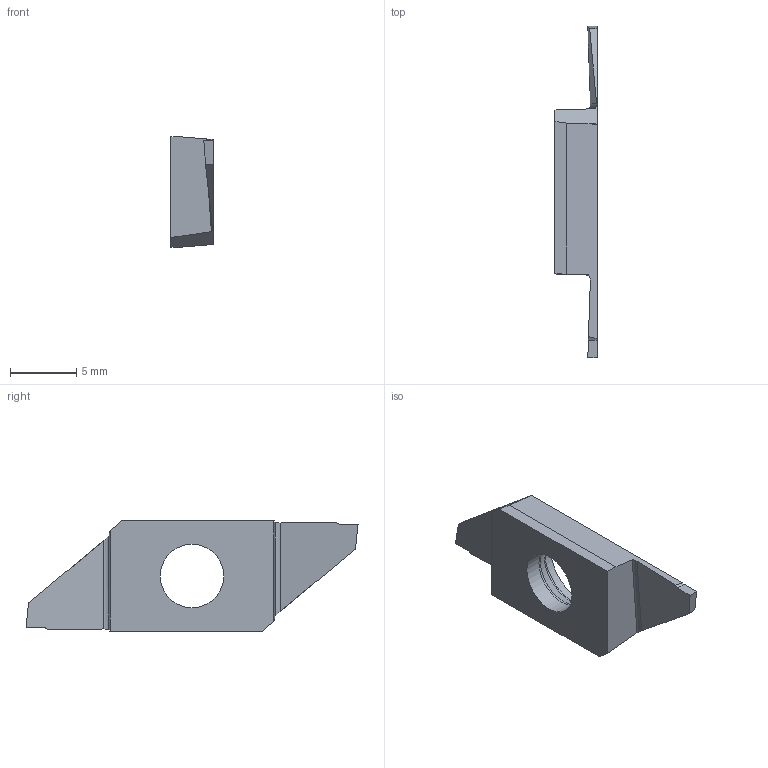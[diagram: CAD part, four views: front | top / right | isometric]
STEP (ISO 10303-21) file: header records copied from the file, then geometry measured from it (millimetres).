
FILE_DESCRIPTION(/* description */ (''),/* implementation_level */ '2;1');
FILE_NAME(/* name */ 'AAA379072_A.STP',/* time_stamp */ '2023-08-29T10:32:43+02:00',/* author */ (''),/* organization */ ('SMS'),/* preprocessor_version */ 'ST-DEVELOPER v16.7',/* originating_system */ 'SIEMENS PLM Software NX 12.0',/* authorisation */ '');
FILE_SCHEMA (('AUTOMOTIVE_DESIGN { 1 0 10303 214 3 1 1 1 }'));
Length unit declared in the file: millimetre
Products named in the file (1): AAA379072_A
Bounding box: 3.18 x 25.02 x 8.3 mm (x, y, z)
Volume: 271.1 mm3; surface area: 452.8 mm2
Topology: 1 solids, 1 shells, 27 faces, 75 edges, 52 vertices
Faces by surface type: plane 18, cylinder 5, torus 2, cone 2
Full cylindrical faces by diameter (mm): 4.8 x1
Entity records: 882 total; most frequent: CARTESIAN_POINT 157, DIRECTION 140, ORIENTED_EDGE 132, EDGE_CURVE 66, LINE 52, VECTOR 52, VERTEX_POINT 46, AXIS2_PLACEMENT_3D 44
